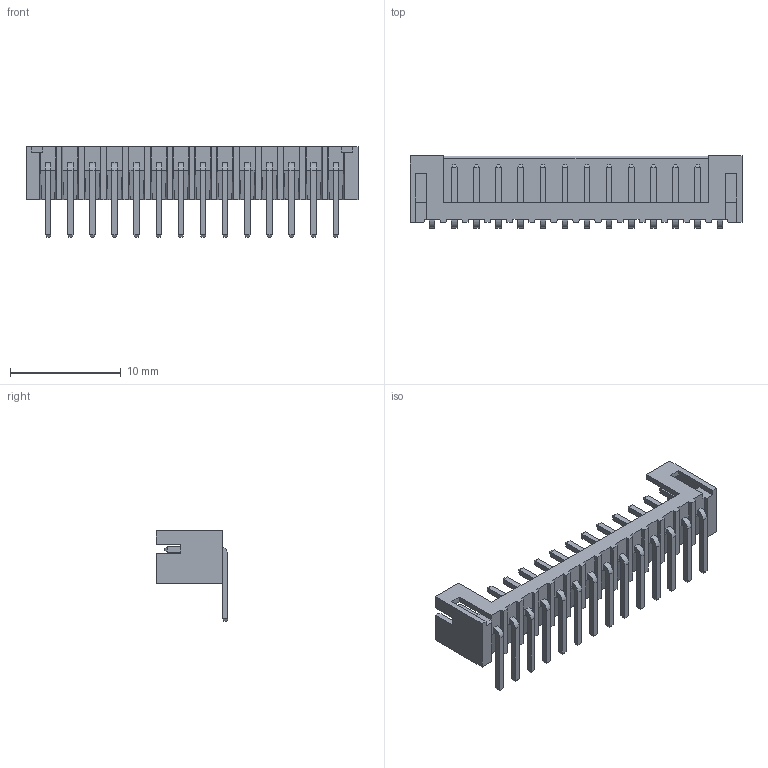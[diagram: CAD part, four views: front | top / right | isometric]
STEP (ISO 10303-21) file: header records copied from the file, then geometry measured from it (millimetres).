
FILE_DESCRIPTION(('STEP AP214'), '1');
FILE_NAME('DS1066', '2019-04-17T17:28:26', ('Nobody'), (''), 'ASCON STEP Converter 1.3', 'ASCON Math Kernel', '');
FILE_SCHEMA(('AUTOMOTIVE_DESIGN { 1 0 10303 214 3 1 1}'));
Length unit declared in the file: millimetre
Assembly tree (15 placements, depth 2):
  (unnamed)
    (unnamed)
    (unnamed)  x14
Bounding box: 30 x 6.5 x 8.2 mm (x, y, z)
Volume: 301.8 mm3; surface area: 1160.8 mm2
Topology: 15 solids, 15 shells, 357 faces, 877 edges, 546 vertices
Faces by surface type: plane 329, cylinder 28
Entity records: 5428 total; most frequent: CARTESIAN_POINT 730, ORIENTED_EDGE 714, DIRECTION 639, EDGE_CURVE 357, LINE 353, VECTOR 353, VERTEX_POINT 234, AXIS2_PLACEMENT_3D 143
